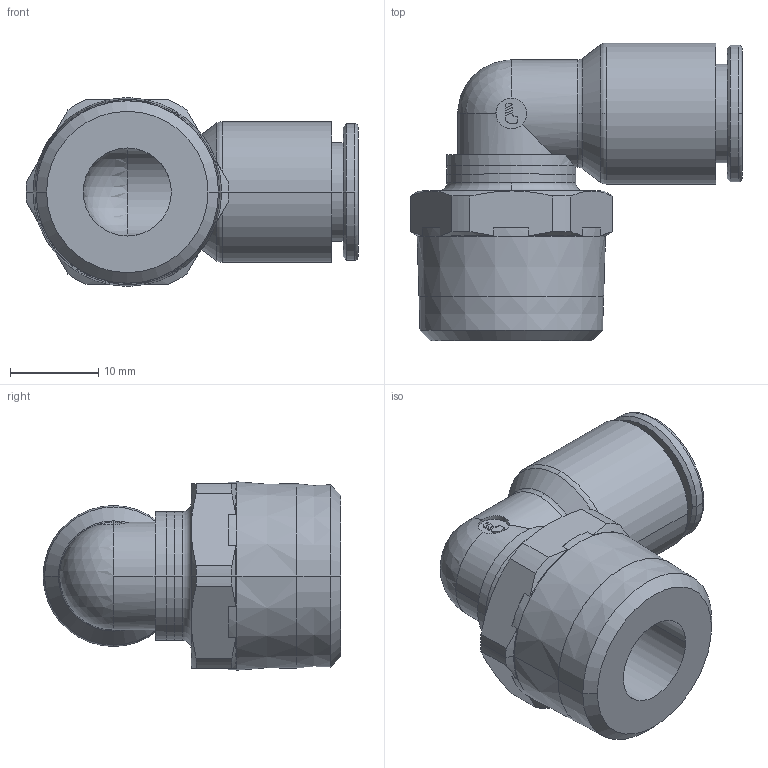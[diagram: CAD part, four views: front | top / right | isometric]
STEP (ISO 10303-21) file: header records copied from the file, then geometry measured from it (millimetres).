
FILE_DESCRIPTION(('STEP AP214'),'1');
FILE_NAME('3109_10_21.stp','2016-07-07T14:15:40',('TraceParts'),('TraceParts S.A.'),'Spatial InterOp 3D',' ',' ');
FILE_SCHEMA(('automotive_design'));
Length unit declared in the file: millimetre
Products named in the file (1): 1
Bounding box: 37.69 x 33.8 x 21.38 mm (x, y, z)
Volume: 7451.1 mm3; surface area: 5172.1 mm2
Topology: 1 solids, 1 shells, 111 faces, 285 edges, 181 vertices
Faces by surface type: plane 37, cylinder 36, cone 28, torus 8, sphere 2
Entity records: 3598 total; most frequent: CARTESIAN_POINT 862, DIRECTION 607, ORIENTED_EDGE 564, EDGE_CURVE 282, AXIS2_PLACEMENT_3D 246, VERTEX_POINT 181, CIRCLE 130, EDGE_LOOP 121
